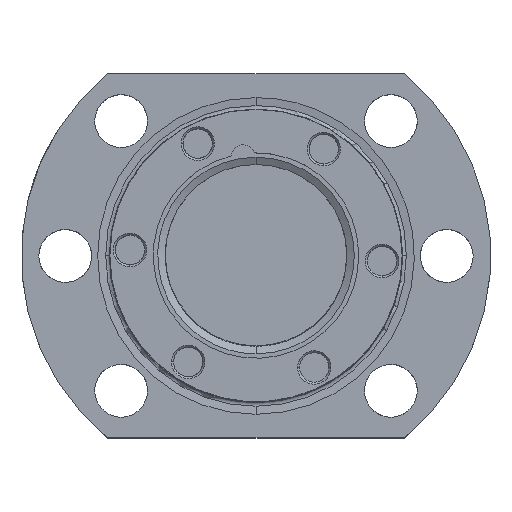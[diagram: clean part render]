
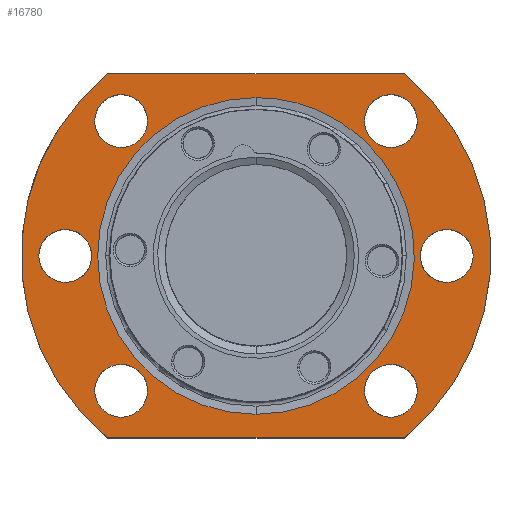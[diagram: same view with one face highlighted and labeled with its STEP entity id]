
A CAD part, top view. The second image highlights one B-rep face of the part: STEP entity #16780.
In plain terms, the highlighted planar face has unit normal (0, 0, 1).
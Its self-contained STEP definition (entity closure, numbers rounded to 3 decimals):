
#2530=CARTESIAN_POINT('',(-25.278,31.,115.5));
#2540=VERTEX_POINT('',#2530);
#2620=CARTESIAN_POINT('',(25.278,31.,115.5));
#2630=VERTEX_POINT('',#2620);
#2660=CARTESIAN_POINT('',(0.,31.,115.5));
#2670=DIRECTION('',(-1.,-0.,-0.));
#2680=VECTOR('',#2670,1.);
#2690=LINE('',#2660,#2680);
#2700=EDGE_CURVE('',#2630,#2540,#2690,.T.);
#2920=CARTESIAN_POINT('',(25.278,-31.,115.5));
#2930=VERTEX_POINT('',#2920);
#2960=CARTESIAN_POINT('',(0.,0.,
115.5));
#2970=DIRECTION('',(0.,0.,-1.));
#2980=DIRECTION('',(-1.,0.,0.));
#2990=AXIS2_PLACEMENT_3D('',#2960,#2970,#2980);
#3000=CIRCLE('',#2990,40.);
#3010=EDGE_CURVE('',#2630,#2930,#3000,.T.);
#4290=CARTESIAN_POINT('',(37.,0.,115.5));
#4300=VERTEX_POINT('',#4290);
#4330=CARTESIAN_POINT('',(32.5,0.,115.5));
#4340=DIRECTION('',(0.,0.,-1.));
#4350=DIRECTION('',(-1.,0.,0.));
#4360=AXIS2_PLACEMENT_3D('',#4330,#4340,#4350);
#4370=CIRCLE('',#4360,4.5);
#4380=CARTESIAN_POINT('',(28.,0.,115.5));
#4390=VERTEX_POINT('',#4380);
#4400=EDGE_CURVE('',#4300,#4390,#4370,.T.);
#5620=CARTESIAN_POINT('',(0.,0.,
115.5));
#5630=DIRECTION('',(0.,0.,-1.));
#5640=DIRECTION('',(-1.,0.,0.));
#5650=AXIS2_PLACEMENT_3D('',#5620,#5630,#5640);
#5660=CIRCLE('',#5650,40.);
#5670=CARTESIAN_POINT('',(-25.278,-31.,115.5));
#5680=VERTEX_POINT('',#5670);
#5690=EDGE_CURVE('',#5680,#2540,#5660,.T.);
#11130=CARTESIAN_POINT('',(27.481,-22.981,115.5));
#11140=VERTEX_POINT('',#11130);
#11170=CARTESIAN_POINT('',(22.981,-22.981,115.5));
#11180=DIRECTION('',(0.,0.,-1.));
#11190=DIRECTION('',(-1.,0.,0.));
#11200=AXIS2_PLACEMENT_3D('',#11170,#11180,#11190);
#11210=CIRCLE('',#11200,4.5);
#11220=CARTESIAN_POINT('',(18.481,-22.981,115.5));
#11230=VERTEX_POINT('',#11220);
#11240=EDGE_CURVE('',#11140,#11230,#11210,.T.);
#12450=CARTESIAN_POINT('',(-32.5,0.,115.5));
#12460=DIRECTION('',(0.,0.,-1.));
#12470=DIRECTION('',(-1.,0.,0.));
#12480=AXIS2_PLACEMENT_3D('',#12450,#12460,#12470);
#12490=CIRCLE('',#12480,4.5);
#12500=CARTESIAN_POINT('',(-33.087,4.462,115.5));
#12510=VERTEX_POINT('',#12500);
#12520=CARTESIAN_POINT('',(-28.,0.,115.5));
#12530=VERTEX_POINT('',#12520);
#12540=EDGE_CURVE('',#12510,#12530,#12490,.T.);
#12670=CARTESIAN_POINT('',(-37.,0.,115.5));
#12680=VERTEX_POINT('',#12670);
#12710=EDGE_CURVE('',#12680,#12510,#12490,.T.);
#12920=CARTESIAN_POINT('',(-18.481,22.981,115.5));
#12930=VERTEX_POINT('',#12920);
#12960=CARTESIAN_POINT('',(-22.981,22.981,115.5));
#12970=DIRECTION('',(0.,0.,-1.));
#12980=DIRECTION('',(-1.,0.,0.));
#12990=AXIS2_PLACEMENT_3D('',#12960,#12970,#12980);
#13000=CIRCLE('',#12990,4.5);
#13010=CARTESIAN_POINT('',(-22.394,18.519,115.5));
#13020=VERTEX_POINT('',#13010);
#13030=EDGE_CURVE('',#12930,#13020,#13000,.T.);
#13050=CARTESIAN_POINT('',(-27.481,22.981,115.5));
#13060=VERTEX_POINT('',#13050);
#13070=EDGE_CURVE('',#13020,#13060,#13000,.T.);
#14990=CARTESIAN_POINT('',(0.,-31.,115.5));
#15000=DIRECTION('',(-1.,0.,-0.));
#15010=VECTOR('',#15000,1.);
#15020=LINE('',#14990,#15010);
#15030=EDGE_CURVE('',#2930,#5680,#15020,.T.);
#15250=CARTESIAN_POINT('',(0.,26.979,115.5))
;
#15260=VERTEX_POINT('',#15250);
#15290=CARTESIAN_POINT('',(0.,0.,
115.5));
#15300=DIRECTION('',(0.,0.,1.));
#15310=DIRECTION('',(0.,1.,0.));
#15320=AXIS2_PLACEMENT_3D('',#15290,#15300,#15310);
#15330=CIRCLE('',#15320,26.979);
#15340=CARTESIAN_POINT('',(10.324,24.925,115.5));
#15350=VERTEX_POINT('',#15340);
#15360=EDGE_CURVE('',#15350,#15260,#15330,.T.);
#15380=CARTESIAN_POINT('',(0.,-26.979,115.5)
);
#15390=VERTEX_POINT('',#15380);
#15400=EDGE_CURVE('',#15390,#15350,#15330,.T.);
#15680=CARTESIAN_POINT('',(22.981,22.981,115.5));
#15690=DIRECTION('',(0.,0.,-1.));
#15700=DIRECTION('',(-1.,0.,0.));
#15710=AXIS2_PLACEMENT_3D('',#15680,#15690,#15700);
#15720=CIRCLE('',#15710,4.5);
#15730=CARTESIAN_POINT('',(23.568,18.519,115.5));
#15740=VERTEX_POINT('',#15730);
#15750=CARTESIAN_POINT('',(18.481,22.981,115.5));
#15760=VERTEX_POINT('',#15750);
#15770=EDGE_CURVE('',#15740,#15760,#15720,.T.);
#15900=CARTESIAN_POINT('',(27.481,22.981,115.5));
#15910=VERTEX_POINT('',#15900);
#15940=EDGE_CURVE('',#15910,#15740,#15720,.T.);
#16060=CARTESIAN_POINT('',(75.954,-42.3,115.5));
#16070=DIRECTION('',(0.,0.,-1.));
#16080=DIRECTION('',(-1.,0.,-0.));
#16090=AXIS2_PLACEMENT_3D('',#16060,#16070,#16080);
#16100=PLANE('',#16090);
#16110=ORIENTED_EDGE('',*,*,#5690,.F.);
#16120=ORIENTED_EDGE('',*,*,#2700,.T.);
#16130=ORIENTED_EDGE('',*,*,#3010,.F.);
#16140=ORIENTED_EDGE('',*,*,#15030,.F.);
#16150=EDGE_LOOP('',(#16140,#16130,#16120,#16110));
#16160=FACE_OUTER_BOUND('',#16150,.T.);
#16170=ORIENTED_EDGE('',*,*,#4400,.T.);
#16180=CARTESIAN_POINT('',(31.913,4.462,115.5));
#16190=VERTEX_POINT('',#16180);
#16200=EDGE_CURVE('',#16190,#4300,#4370,.T.);
#16210=ORIENTED_EDGE('',*,*,#16200,.T.);
#16220=EDGE_CURVE('',#4390,#16190,#4370,.T.);
#16230=ORIENTED_EDGE('',*,*,#16220,.T.);
#16240=EDGE_LOOP('',(#16230,#16210,#16170));
#16250=FACE_BOUND('',#16240,.T.);
#16260=ORIENTED_EDGE('',*,*,#11240,.T.);
#16270=CARTESIAN_POINT('',(22.394,-18.519,115.5));
#16280=VERTEX_POINT('',#16270);
#16290=EDGE_CURVE('',#16280,#11140,#11210,.T.);
#16300=ORIENTED_EDGE('',*,*,#16290,.T.);
#16310=EDGE_CURVE('',#11230,#16280,#11210,.T.);
#16320=ORIENTED_EDGE('',*,*,#16310,.T.);
#16330=EDGE_LOOP('',(#16320,#16300,#16260));
#16340=FACE_BOUND('',#16330,.T.);
#16350=EDGE_CURVE('',#13060,#12930,#13000,.T.);
#16360=ORIENTED_EDGE('',*,*,#16350,.T.);
#16370=ORIENTED_EDGE('',*,*,#13070,.T.);
#16380=ORIENTED_EDGE('',*,*,#13030,.T.);
#16390=EDGE_LOOP('',(#16380,#16370,#16360));
#16400=FACE_BOUND('',#16390,.T.);
#16410=EDGE_CURVE('',#15760,#15910,#15720,.T.);
#16420=ORIENTED_EDGE('',*,*,#16410,.T.);
#16430=ORIENTED_EDGE('',*,*,#15770,.T.);
#16440=ORIENTED_EDGE('',*,*,#15940,.T.);
#16450=EDGE_LOOP('',(#16440,#16430,#16420));
#16460=FACE_BOUND('',#16450,.T.);
#16470=CARTESIAN_POINT('',(-22.981,-22.981,115.5));
#16480=DIRECTION('',(0.,0.,-1.));
#16490=DIRECTION('',(-1.,0.,0.));
#16500=AXIS2_PLACEMENT_3D('',#16470,#16480,#16490);
#16510=CIRCLE('',#16500,4.5);
#16520=CARTESIAN_POINT('',(-18.481,-22.981,115.5));
#16530=VERTEX_POINT('',#16520);
#16540=CARTESIAN_POINT('',(-27.481,-22.981,115.5));
#16550=VERTEX_POINT('',#16540);
#16560=EDGE_CURVE('',#16530,#16550,#16510,.T.);
#16570=ORIENTED_EDGE('',*,*,#16560,.T.);
#16580=CARTESIAN_POINT('',(-23.568,-18.519,115.5));
#16590=VERTEX_POINT('',#16580);
#16600=EDGE_CURVE('',#16590,#16530,#16510,.T.);
#16610=ORIENTED_EDGE('',*,*,#16600,.T.);
#16620=EDGE_CURVE('',#16550,#16590,#16510,.T.);
#16630=ORIENTED_EDGE('',*,*,#16620,.T.);
#16640=EDGE_LOOP('',(#16630,#16610,#16570));
#16650=FACE_BOUND('',#16640,.T.);
#16660=ORIENTED_EDGE('',*,*,#15360,.F.);
#16670=EDGE_CURVE('',#15260,#15390,#15330,.T.);
#16680=ORIENTED_EDGE('',*,*,#16670,.F.);
#16690=ORIENTED_EDGE('',*,*,#15400,.F.);
#16700=EDGE_LOOP('',(#16690,#16680,#16660));
#16710=FACE_BOUND('',#16700,.T.);
#16720=EDGE_CURVE('',#12530,#12680,#12490,.T.);
#16730=ORIENTED_EDGE('',*,*,#16720,.T.);
#16740=ORIENTED_EDGE('',*,*,#12540,.T.);
#16750=ORIENTED_EDGE('',*,*,#12710,.T.);
#16760=EDGE_LOOP('',(#16750,#16740,#16730));
#16770=FACE_BOUND('',#16760,.T.);
#16780=ADVANCED_FACE('',(#16160,#16250,#16340,#16400,#16460,#16650,
#16710,#16770),#16100,.F.);
